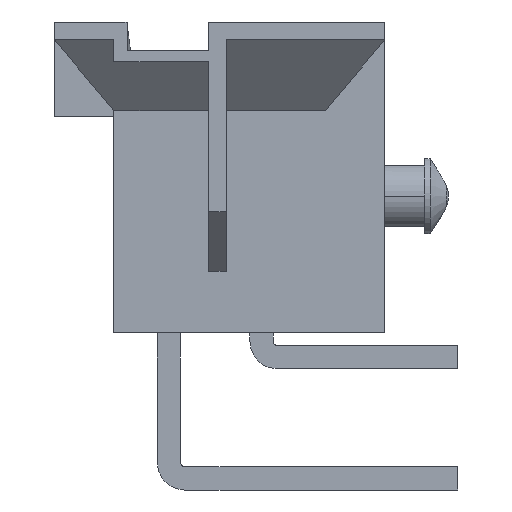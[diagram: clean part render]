
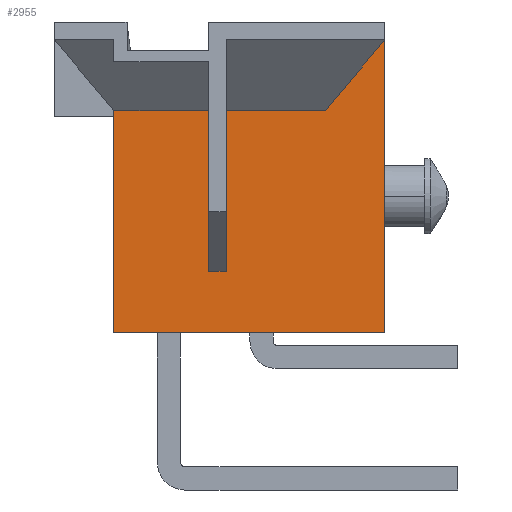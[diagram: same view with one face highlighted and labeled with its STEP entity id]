
A CAD part, left-side view. The second image highlights one B-rep face of the part: STEP entity #2955.
In plain terms, the highlighted planar face has unit normal (-1, 0, 0).
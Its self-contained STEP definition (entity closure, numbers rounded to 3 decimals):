
#49=DIRECTION('',(0.,0.,-1.));
#50=VECTOR('',#49,7.282);
#51=CARTESIAN_POINT('',(-4.8,-0.3,3.032));
#52=LINE('',#51,#50);
#133=DIRECTION('',(0.,0.,1.));
#134=VECTOR('',#133,7.282);
#135=CARTESIAN_POINT('',(-4.8,0.5,-4.25));
#136=LINE('',#135,#134);
#395=DIRECTION('',(0.,-1.,0.));
#396=VECTOR('',#395,4.5);
#397=CARTESIAN_POINT('',(-4.8,-0.3,3.032));
#398=LINE('',#397,#396);
#399=DIRECTION('',(0.,0.,1.));
#400=VECTOR('',#399,13.3);
#401=CARTESIAN_POINT('',(-4.8,-7.5,-7.05));
#402=LINE('',#401,#400);
#403=DIRECTION('',(0.,-1.,0.));
#404=VECTOR('',#403,4.3);
#405=CARTESIAN_POINT('',(-4.8,4.8,3.032));
#406=LINE('',#405,#404);
#407=DIRECTION('',(0.,-1.,0.));
#408=VECTOR('',#407,0.8);
#409=CARTESIAN_POINT('',(-4.8,0.5,-4.25));
#410=LINE('',#409,#408);
#435=DIRECTION('',(0.,0.643,-0.766));
#436=VECTOR('',#435,4.2);
#437=CARTESIAN_POINT('',(-4.8,-7.5,6.25));
#438=LINE('',#437,#436);
#539=DIRECTION('',(0.,-1.,0.));
#540=VECTOR('',#539,12.3);
#541=CARTESIAN_POINT('',(-4.8,4.8,-7.05));
#542=LINE('',#541,#540);
#1748=DIRECTION('',(0.,0.,1.));
#1749=VECTOR('',#1748,10.082);
#1750=CARTESIAN_POINT('',(-4.8,4.8,-7.05));
#1751=LINE('',#1750,#1749);
#1989=CARTESIAN_POINT('',(-4.8,4.8,-7.05));
#1990=CARTESIAN_POINT('',(-4.8,4.8,3.032));
#1991=VERTEX_POINT('',#1989);
#1992=VERTEX_POINT('',#1990);
#2058=CARTESIAN_POINT('',(-4.8,-0.3,3.032));
#2060=VERTEX_POINT('',#2058);
#2066=CARTESIAN_POINT('',(-4.8,0.5,3.032));
#2068=VERTEX_POINT('',#2066);
#2216=CARTESIAN_POINT('',(-4.8,-7.5,-7.05));
#2218=VERTEX_POINT('',#2216);
#2220=CARTESIAN_POINT('',(-4.8,-7.5,6.25));
#2221=CARTESIAN_POINT('',(-4.8,-4.8,3.032));
#2222=VERTEX_POINT('',#2220);
#2223=VERTEX_POINT('',#2221);
#2388=CARTESIAN_POINT('',(-4.8,0.5,-4.25));
#2389=CARTESIAN_POINT('',(-4.8,-0.3,-4.25));
#2390=VERTEX_POINT('',#2388);
#2391=VERTEX_POINT('',#2389);
#2935=CARTESIAN_POINT('',(-4.8,7.5,3.032));
#2936=DIRECTION('',(1.,0.,0.));
#2937=DIRECTION('',(0.,0.,-1.));
#2938=AXIS2_PLACEMENT_3D('',#2935,#2936,#2937);
#2939=PLANE('',#2938);
#2940=ORIENTED_EDGE('',*,*,#2474,.F.);
#2941=ORIENTED_EDGE('',*,*,#2916,.T.);
#2943=ORIENTED_EDGE('',*,*,#2942,.F.);
#2945=ORIENTED_EDGE('',*,*,#2944,.F.);
#2947=ORIENTED_EDGE('',*,*,#2946,.F.);
#2949=ORIENTED_EDGE('',*,*,#2948,.T.);
#2950=ORIENTED_EDGE('',*,*,#2902,.T.);
#2951=ORIENTED_EDGE('',*,*,#2591,.F.);
#2952=ORIENTED_EDGE('',*,*,#2446,.T.);
#2953=EDGE_LOOP('',(#2940,#2941,#2943,#2945,#2947,#2949,#2950,#2951,#2952));
#2954=FACE_OUTER_BOUND('',#2953,.F.);
#2955=ADVANCED_FACE('',(#2954),#2939,.F.);
#2446=EDGE_CURVE('',#2390,#2391,#410,.T.);
#2474=EDGE_CURVE('',#2060,#2391,#52,.T.);
#2591=EDGE_CURVE('',#2390,#2068,#136,.T.);
#2902=EDGE_CURVE('',#1992,#2068,#406,.T.);
#2916=EDGE_CURVE('',#2060,#2223,#398,.T.);
#2942=EDGE_CURVE('',#2222,#2223,#438,.T.);
#2944=EDGE_CURVE('',#2218,#2222,#402,.T.);
#2946=EDGE_CURVE('',#1991,#2218,#542,.T.);
#2948=EDGE_CURVE('',#1991,#1992,#1751,.T.);
